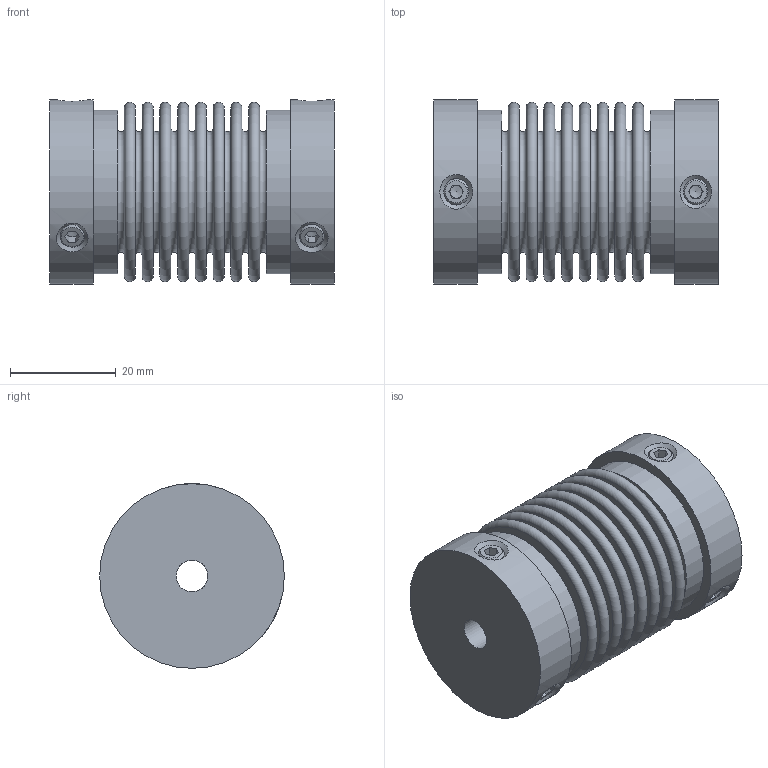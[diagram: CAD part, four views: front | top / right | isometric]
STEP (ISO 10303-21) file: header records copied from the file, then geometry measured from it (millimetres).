
FILE_DESCRIPTION( ( 'Unknown' ), '1' );
FILE_NAME( 'MKA 6.stp', 'Unknown', ( 'Unknown' ), ( 'Unknown' ), 'PSStep 10.1', 'Unknown', ' ' );
FILE_SCHEMA( ( 'AUTOMOTIVE_DESIGN { 1 0 10303 214 1 1 1 1 }' ) );
Length unit declared in the file: millimetre
Products named in the file (1): 21316656
Bounding box: 54 x 35 x 35 mm (x, y, z)
Volume: 25061 mm3; surface area: 26308.1 mm2
Topology: 1 solids, 1 shells, 160 faces, 326 edges, 210 vertices
Faces by surface type: plane 96, torus 34, cylinder 14, cone 12, bspline 4
Full cylindrical faces by diameter (mm): 4.2 x4, 6 x2, 31 x2, 35 x2
Entity records: 5618 total; most frequent: CARTESIAN_POINT 1297, DIRECTION 650, ORIENTED_EDGE 468, AXIS2_PLACEMENT_3D 277, EDGE_LOOP 268, EDGE_CURVE 234, FACE_OUTER_BOUND 208, VERTEX_POINT 190
